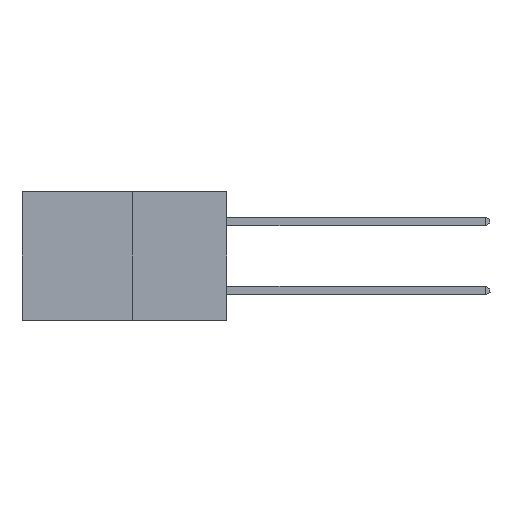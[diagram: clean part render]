
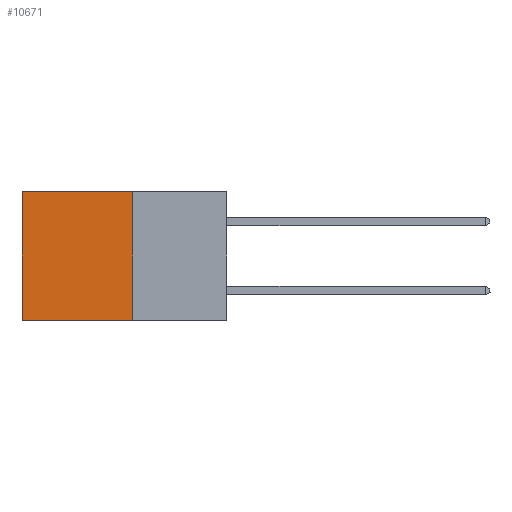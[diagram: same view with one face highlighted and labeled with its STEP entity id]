
A CAD part, left-side view. The second image highlights one B-rep face of the part: STEP entity #10671.
In plain terms, the highlighted planar face has unit normal (-1, 0, 0).
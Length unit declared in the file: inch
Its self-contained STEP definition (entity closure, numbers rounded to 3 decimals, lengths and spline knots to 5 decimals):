
#127 = CARTESIAN_POINT ( 'NONE',  ( 0.277, 0.27, 0. ) ) ;
#141 = VERTEX_POINT ( 'NONE', #3231 ) ;
#494 = AXIS2_PLACEMENT_3D ( 'NONE', #707, #7085, #1636 ) ;
#707 = CARTESIAN_POINT ( 'NONE',  ( 0.277, 0.27, -0.37 ) ) ;
#1636 = DIRECTION ( 'NONE',  ( 0., 0., -1. ) ) ;
#2465 = DIRECTION ( 'NONE',  ( 0., 0., -1. ) ) ;
#2610 = LINE ( 'NONE', #3397, #5019 ) ;
#3070 = CARTESIAN_POINT ( 'NONE',  ( 0.277, 0.59, -0.37 ) ) ;
#3231 = CARTESIAN_POINT ( 'NONE',  ( 0.277, 0.27, -0.37 ) ) ;
#3397 = CARTESIAN_POINT ( 'NONE',  ( 0.277, 0.27, 0. ) ) ;
#3941 = EDGE_CURVE ( 'NONE', #4433, #8122, #2610, .T. ) ;
#4029 = CARTESIAN_POINT ( 'NONE',  ( 0.277, 0.27, -0.37 ) ) ;
#4092 = VECTOR ( 'NONE', #2465, 39.37008 ) ;
#4433 = VERTEX_POINT ( 'NONE', #127 ) ;
#5019 = VECTOR ( 'NONE', #11383, 39.37008 ) ;
#5257 = ORIENTED_EDGE ( 'NONE', *, *, #8418, .T. ) ;
#5345 = VECTOR ( 'NONE', #6344, 39.37008 ) ;
#5458 = CARTESIAN_POINT ( 'NONE',  ( 0.277, 0.27, -0.37 ) ) ;
#5735 = LINE ( 'NONE', #5458, #10341 ) ;
#5898 = EDGE_CURVE ( 'NONE', #141, #10493, #5735, .T. ) ;
#6215 = ORIENTED_EDGE ( 'NONE', *, *, #3941, .T. ) ;
#6241 = ORIENTED_EDGE ( 'NONE', *, *, #5898, .F. ) ;
#6344 = DIRECTION ( 'NONE',  ( 0., 0., -1. ) ) ;
#7085 = DIRECTION ( 'NONE',  ( 1., 0., 0. ) ) ;
#7888 = FACE_OUTER_BOUND ( 'NONE', #8804, .T. ) ;
#8122 = VERTEX_POINT ( 'NONE', #11746 ) ;
#8418 = EDGE_CURVE ( 'NONE', #8122, #10493, #8844, .T. ) ;
#8804 = EDGE_LOOP ( 'NONE', ( #5257, #6241, #11424, #6215 ) ) ;
#8844 = LINE ( 'NONE', #3070, #4092 ) ;
#9568 = EDGE_CURVE ( 'NONE', #4433, #141, #10505, .T. ) ;
#10104 = DIRECTION ( 'NONE',  ( 0., 1., 0. ) ) ;
#10341 = VECTOR ( 'NONE', #10104, 39.37008 ) ;
#10493 = VERTEX_POINT ( 'NONE', #11444 ) ;
#10505 = LINE ( 'NONE', #4029, #5345 ) ;
#10671 = ADVANCED_FACE ( 'NONE', ( #7888 ), #11655, .F. ) ;
#11383 = DIRECTION ( 'NONE',  ( 0., 1., 0. ) ) ;
#11424 = ORIENTED_EDGE ( 'NONE', *, *, #9568, .F. ) ;
#11444 = CARTESIAN_POINT ( 'NONE',  ( 0.277, 0.59, -0.37 ) ) ;
#11655 = PLANE ( 'NONE',  #494 ) ;
#11746 = CARTESIAN_POINT ( 'NONE',  ( 0.277, 0.59, 0. ) ) ;
